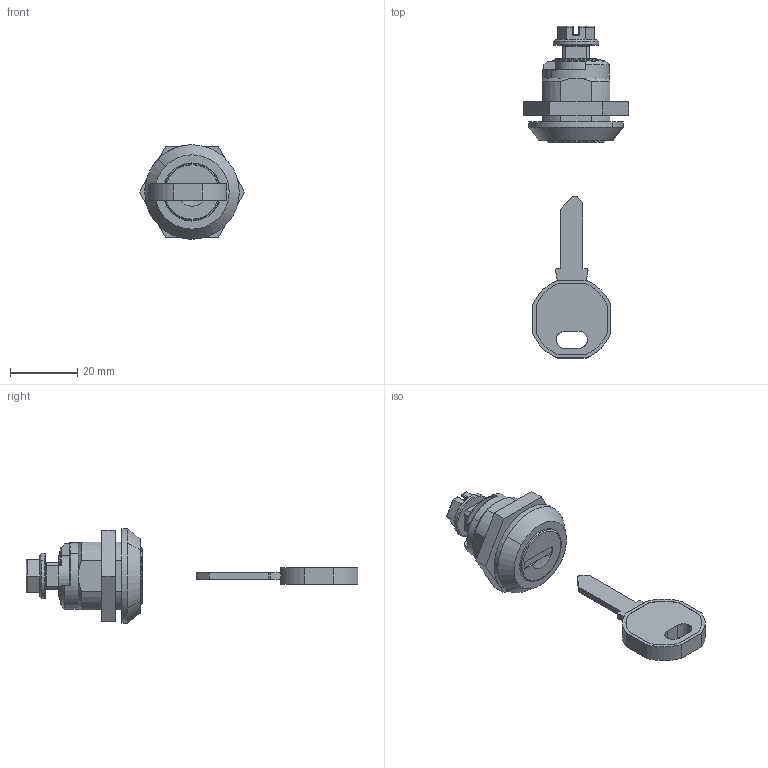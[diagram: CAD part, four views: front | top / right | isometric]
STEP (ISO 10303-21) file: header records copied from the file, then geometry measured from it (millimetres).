
FILE_DESCRIPTION((''),'2;1');
FILE_NAME('','2006-11-15T13:55:26',(''),(''),'','CADfix','');
FILE_SCHEMA(('AUTOMOTIVE_DESIGN'));
Length unit declared in the file: millimetre
Products named in the file (6): washer; nut; lock; key; housing; TEL_1048_U6_6901_36
Assembly tree (5 placements, depth 2):
  TEL_1048_U6_6901_36
    washer
    nut
    lock
    key
    housing
Bounding box: 31.18 x 98.41 x 28 mm (x, y, z)
Volume: 12980.5 mm3; surface area: 8421.4 mm2
Topology: 5 solids, 5 shells, 230 faces, 657 edges, 447 vertices
Faces by surface type: bspline 230
Entity records: 9438 total; most frequent: CARTESIAN_POINT 5391, ORIENTED_EDGE 1314, EDGE_CURVE 657, VERTEX_POINT 447, QUASI_UNIFORM_CURVE 338, B_SPLINE_CURVE_WITH_KNOTS 307, EDGE_LOOP 246, FACE_OUTER_BOUND 230
